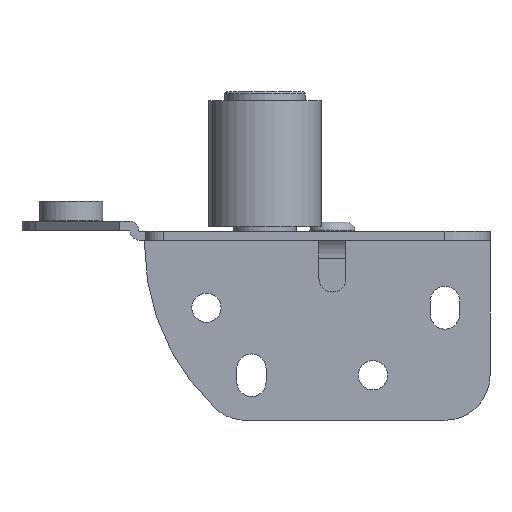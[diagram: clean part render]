
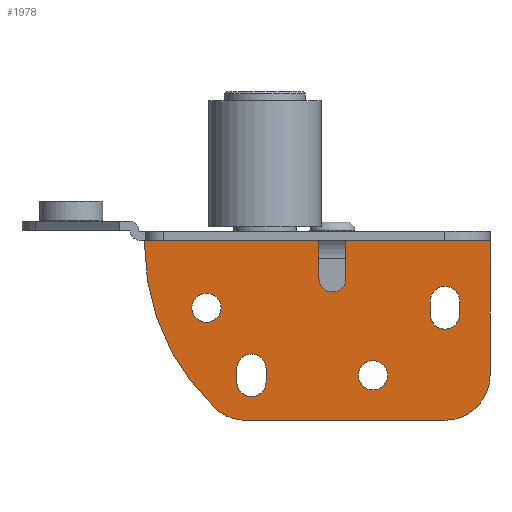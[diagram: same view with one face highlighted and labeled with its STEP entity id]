
A CAD part, left-side view. The second image highlights one B-rep face of the part: STEP entity #1978.
In plain terms, the highlighted planar face has unit normal (-1, 0, 0).
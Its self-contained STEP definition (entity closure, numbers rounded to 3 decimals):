
#50=FACE_BOUND('',#457,.T.);
#51=FACE_BOUND('',#458,.T.);
#52=FACE_BOUND('',#459,.T.);
#53=FACE_BOUND('',#460,.T.);
#123=CIRCLE('',#2125,3.25);
#125=CIRCLE('',#2129,3.25);
#128=CIRCLE('',#2138,3.25);
#131=CIRCLE('',#2147,3.25);
#132=CIRCLE('',#2149,3.25);
#133=CIRCLE('',#2152,3.25);
#167=CIRCLE('',#2212,3.);
#177=CIRCLE('',#2234,10.);
#178=CIRCLE('',#2237,50.);
#179=CIRCLE('',#2238,10.);
#337=FACE_OUTER_BOUND('',#456,.T.);
#456=EDGE_LOOP('',(#1672,#1673,#1674,#1675,#1676,#1677,#1678,#1679,#1680,
#1681,#1682));
#457=EDGE_LOOP('',(#1683,#1684,#1685,#1686));
#458=EDGE_LOOP('',(#1687));
#459=EDGE_LOOP('',(#1688));
#460=EDGE_LOOP('',(#1689,#1690,#1691,#1692));
#551=LINE('',#3253,#703);
#561=LINE('',#3279,#713);
#565=LINE('',#3290,#717);
#567=LINE('',#3296,#719);
#599=LINE('',#3482,#751);
#603=LINE('',#3495,#755);
#615=LINE('',#3531,#767);
#623=LINE('',#3556,#775);
#625=LINE('',#3560,#777);
#626=LINE('',#3562,#778);
#627=LINE('',#3566,#779);
#703=VECTOR('',#2457,10.);
#713=VECTOR('',#2485,10.);
#717=VECTOR('',#2499,10.);
#719=VECTOR('',#2507,10.);
#751=VECTOR('',#2651,10.);
#755=VECTOR('',#2665,10.);
#767=VECTOR('',#2699,10.);
#775=VECTOR('',#2727,10.);
#777=VECTOR('',#2731,10.);
#778=VECTOR('',#2732,10.);
#779=VECTOR('',#2737,10.);
#870=VERTEX_POINT('',#3222);
#872=VERTEX_POINT('',#3230);
#877=VERTEX_POINT('',#3250);
#878=VERTEX_POINT('',#3252);
#879=VERTEX_POINT('',#3256);
#884=VERTEX_POINT('',#3276);
#885=VERTEX_POINT('',#3278);
#886=VERTEX_POINT('',#3282);
#887=VERTEX_POINT('',#3286);
#888=VERTEX_POINT('',#3292);
#929=VERTEX_POINT('',#3468);
#935=VERTEX_POINT('',#3480);
#937=VERTEX_POINT('',#3486);
#939=VERTEX_POINT('',#3494);
#952=VERTEX_POINT('',#3530);
#957=VERTEX_POINT('',#3549);
#958=VERTEX_POINT('',#3551);
#959=VERTEX_POINT('',#3555);
#960=VERTEX_POINT('',#3559);
#961=VERTEX_POINT('',#3561);
#962=VERTEX_POINT('',#3563);
#1081=EDGE_CURVE('',#870,#870,#123,.T.);
#1085=EDGE_CURVE('',#872,#872,#125,.T.);
#1095=EDGE_CURVE('',#878,#877,#551,.T.);
#1098=EDGE_CURVE('',#877,#879,#128,.T.);
#1108=EDGE_CURVE('',#885,#884,#561,.T.);
#1111=EDGE_CURVE('',#884,#886,#131,.T.);
#1112=EDGE_CURVE('',#887,#885,#132,.T.);
#1114=EDGE_CURVE('',#886,#887,#565,.T.);
#1115=EDGE_CURVE('',#888,#878,#133,.T.);
#1117=EDGE_CURVE('',#879,#888,#567,.T.);
#1185=EDGE_CURVE('',#929,#935,#599,.T.);
#1187=EDGE_CURVE('',#929,#937,#167,.T.);
#1191=EDGE_CURVE('',#939,#937,#603,.T.);
#1209=EDGE_CURVE('',#952,#939,#615,.T.);
#1219=EDGE_CURVE('',#957,#958,#177,.T.);
#1221=EDGE_CURVE('',#958,#959,#623,.T.);
#1223=EDGE_CURVE('',#935,#960,#625,.T.);
#1224=EDGE_CURVE('',#960,#961,#626,.T.);
#1225=EDGE_CURVE('',#961,#962,#178,.T.);
#1226=EDGE_CURVE('',#959,#962,#179,.T.);
#1227=EDGE_CURVE('',#952,#957,#627,.T.);
#1672=ORIENTED_EDGE('',*,*,#1185,.T.);
#1673=ORIENTED_EDGE('',*,*,#1223,.T.);
#1674=ORIENTED_EDGE('',*,*,#1224,.T.);
#1675=ORIENTED_EDGE('',*,*,#1225,.T.);
#1676=ORIENTED_EDGE('',*,*,#1226,.F.);
#1677=ORIENTED_EDGE('',*,*,#1221,.F.);
#1678=ORIENTED_EDGE('',*,*,#1219,.F.);
#1679=ORIENTED_EDGE('',*,*,#1227,.F.);
#1680=ORIENTED_EDGE('',*,*,#1209,.T.);
#1681=ORIENTED_EDGE('',*,*,#1191,.T.);
#1682=ORIENTED_EDGE('',*,*,#1187,.F.);
#1683=ORIENTED_EDGE('',*,*,#1111,.T.);
#1684=ORIENTED_EDGE('',*,*,#1114,.T.);
#1685=ORIENTED_EDGE('',*,*,#1112,.T.);
#1686=ORIENTED_EDGE('',*,*,#1108,.T.);
#1687=ORIENTED_EDGE('',*,*,#1085,.T.);
#1688=ORIENTED_EDGE('',*,*,#1081,.T.);
#1689=ORIENTED_EDGE('',*,*,#1098,.T.);
#1690=ORIENTED_EDGE('',*,*,#1117,.T.);
#1691=ORIENTED_EDGE('',*,*,#1115,.T.);
#1692=ORIENTED_EDGE('',*,*,#1095,.T.);
#1884=PLANE('',#2236);
#1978=ADVANCED_FACE('',(#337,#50,#51,#52,#53),#1884,.T.);
#2125=AXIS2_PLACEMENT_3D('',#3224,#2424,#2425);
#2129=AXIS2_PLACEMENT_3D('',#3232,#2434,#2435);
#2138=AXIS2_PLACEMENT_3D('',#3258,#2462,#2463);
#2147=AXIS2_PLACEMENT_3D('',#3284,#2490,#2491);
#2149=AXIS2_PLACEMENT_3D('',#3287,#2494,#2495);
#2152=AXIS2_PLACEMENT_3D('',#3293,#2502,#2503);
#2212=AXIS2_PLACEMENT_3D('',#3487,#2656,#2657);
#2234=AXIS2_PLACEMENT_3D('',#3552,#2722,#2723);
#2236=AXIS2_PLACEMENT_3D('',#3558,#2729,#2730);
#2237=AXIS2_PLACEMENT_3D('',#3564,#2733,#2734);
#2238=AXIS2_PLACEMENT_3D('',#3565,#2735,#2736);
#2424=DIRECTION('center_axis',(1.,0.,0.));
#2425=DIRECTION('ref_axis',(0.,0.,1.));
#2434=DIRECTION('center_axis',(1.,0.,0.));
#2435=DIRECTION('ref_axis',(0.,0.,1.));
#2457=DIRECTION('',(0.,0.,1.));
#2462=DIRECTION('center_axis',(1.,0.,0.));
#2463=DIRECTION('ref_axis',(0.,-1.,0.));
#2485=DIRECTION('',(0.,0.,1.));
#2490=DIRECTION('center_axis',(1.,0.,0.));
#2491=DIRECTION('ref_axis',(0.,-1.,0.));
#2494=DIRECTION('center_axis',(1.,0.,0.));
#2495=DIRECTION('ref_axis',(0.,1.,0.));
#2499=DIRECTION('',(0.,0.,-1.));
#2502=DIRECTION('center_axis',(1.,0.,0.));
#2503=DIRECTION('ref_axis',(0.,1.,0.));
#2507=DIRECTION('',(0.,0.,-1.));
#2651=DIRECTION('',(0.,0.,1.));
#2656=DIRECTION('center_axis',(-1.,0.,0.));
#2657=DIRECTION('ref_axis',(0.,0.707,-0.707));
#2665=DIRECTION('',(0.,0.,-1.));
#2699=DIRECTION('',(0.,1.,0.));
#2722=DIRECTION('center_axis',(1.,0.,0.));
#2723=DIRECTION('ref_axis',(0.,-0.707,-0.707));
#2727=DIRECTION('',(0.,1.,0.));
#2729=DIRECTION('center_axis',(-1.,0.,0.));
#2730=DIRECTION('ref_axis',(0.,0.,1.));
#2731=DIRECTION('',(0.,1.,0.));
#2732=DIRECTION('',(0.,0.,-1.));
#2733=DIRECTION('center_axis',(-1.,0.,0.));
#2734=DIRECTION('ref_axis',(0.,-0.626,0.78));
#2735=DIRECTION('center_axis',(1.,0.,0.));
#2736=DIRECTION('ref_axis',(0.,0.371,-0.929));
#2737=DIRECTION('',(0.,0.,-1.));
#3222=CARTESIAN_POINT('',(-2.,24.625,-20.25));
#3224=CARTESIAN_POINT('Origin',(-2.,24.625,-17.));
#3230=CARTESIAN_POINT('',(-2.,-12.375,-35.25));
#3232=CARTESIAN_POINT('Origin',(-2.,-12.375,-32.));
#3250=CARTESIAN_POINT('',(-2.,17.875,-30.5));
#3252=CARTESIAN_POINT('',(-2.,17.875,-33.5));
#3253=CARTESIAN_POINT('',(-2.,17.875,-17.75));
#3256=CARTESIAN_POINT('',(-2.,11.375,-30.5));
#3258=CARTESIAN_POINT('Origin',(-2.,14.625,-30.5));
#3276=CARTESIAN_POINT('',(-2.,-25.125,-15.5));
#3278=CARTESIAN_POINT('',(-2.,-25.125,-18.5));
#3279=CARTESIAN_POINT('',(-2.,-25.125,-10.25));
#3282=CARTESIAN_POINT('',(-2.,-31.625,-15.5));
#3284=CARTESIAN_POINT('Origin',(-2.,-28.375,-15.5));
#3286=CARTESIAN_POINT('',(-2.,-31.625,-18.5));
#3287=CARTESIAN_POINT('Origin',(-2.,-28.375,-18.5));
#3290=CARTESIAN_POINT('',(-2.,-31.625,-8.75));
#3292=CARTESIAN_POINT('',(-2.,11.375,-33.5));
#3293=CARTESIAN_POINT('Origin',(-2.,14.625,-33.5));
#3296=CARTESIAN_POINT('',(-2.,11.375,-16.25));
#3468=CARTESIAN_POINT('',(-2.,-0.375,-10.5));
#3480=CARTESIAN_POINT('',(-2.,-0.375,-2.1));
#3482=CARTESIAN_POINT('',(-2.,-0.375,-3.471));
#3486=CARTESIAN_POINT('',(-2.,-6.375,-10.5));
#3487=CARTESIAN_POINT('Origin',(-2.,-3.375,-10.5));
#3494=CARTESIAN_POINT('',(-2.,-6.375,-2.1));
#3495=CARTESIAN_POINT('',(-2.,-6.375,-3.471));
#3530=CARTESIAN_POINT('',(-2.,-38.375,-2.1));
#3531=CARTESIAN_POINT('',(-2.,-38.375,-2.1));
#3549=CARTESIAN_POINT('',(-2.,-38.375,-32.));
#3551=CARTESIAN_POINT('',(-2.,-28.375,-42.));
#3552=CARTESIAN_POINT('Origin',(-2.,-28.375,-32.));
#3555=CARTESIAN_POINT('',(-2.,15.925,-42.));
#3556=CARTESIAN_POINT('',(-2.,-38.375,-42.));
#3558=CARTESIAN_POINT('Origin',(-2.,-38.375,-2.));
#3559=CARTESIAN_POINT('',(-2.,38.375,-2.1));
#3560=CARTESIAN_POINT('',(-2.,-38.375,-2.1));
#3561=CARTESIAN_POINT('',(-2.,38.375,-3.));
#3562=CARTESIAN_POINT('',(-2.,38.375,-2.));
#3563=CARTESIAN_POINT('',(-2.,22.812,-39.25));
#3564=CARTESIAN_POINT('Origin',(-2.,-11.625,-3.));
#3565=CARTESIAN_POINT('Origin',(-2.,15.925,-32.));
#3566=CARTESIAN_POINT('',(-2.,-38.375,-2.));
